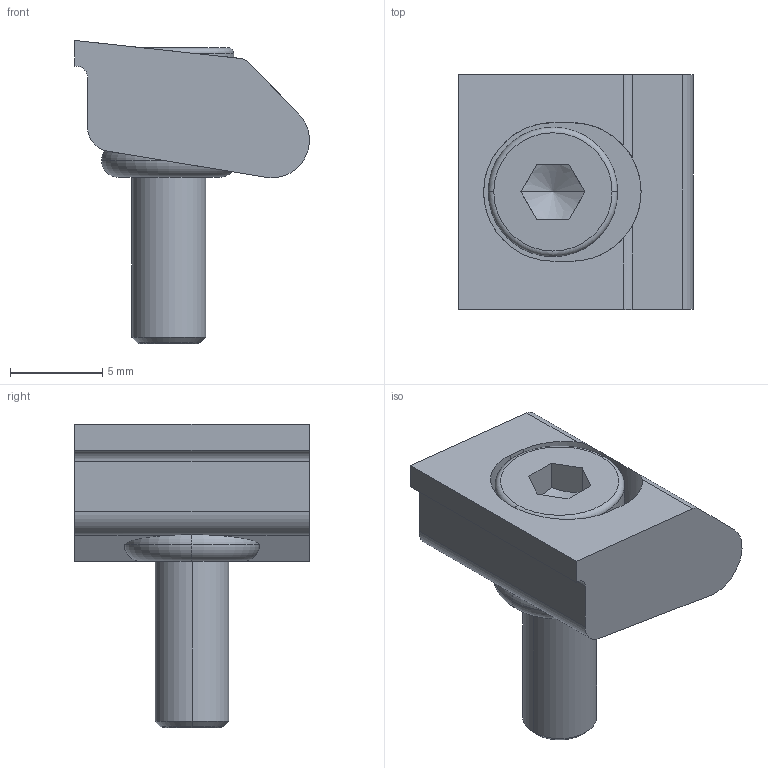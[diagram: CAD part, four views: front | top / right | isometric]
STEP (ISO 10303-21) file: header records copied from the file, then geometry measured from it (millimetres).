
FILE_DESCRIPTION(('STEP AP214'),'1');
FILE_NAME(' ',' ',('TraceParts'),('TraceParts S.A.'),'XStep 1.0',' ',' ');
FILE_SCHEMA(('automotive_design'));
Length unit declared in the file: millimetre
Products named in the file (3): 1; 2; 3
Bounding box: 12.7 x 12.7 x 16.4 mm (x, y, z)
Volume: 912.2 mm3; surface area: 1081.9 mm2
Topology: 3 solids, 3 shells, 57 faces, 143 edges, 90 vertices
Faces by surface type: plane 25, cylinder 18, torus 8, cone 6
Entity records: 3412 total; most frequent: CARTESIAN_POINT 349, DIRECTION 305, STYLED_ITEM 291, PRESENTATION_STYLE_ASSIGNMENT 291, COLOUR_RGB 291, ORIENTED_EDGE 282, EDGE_CURVE 141, CURVE_STYLE 141
